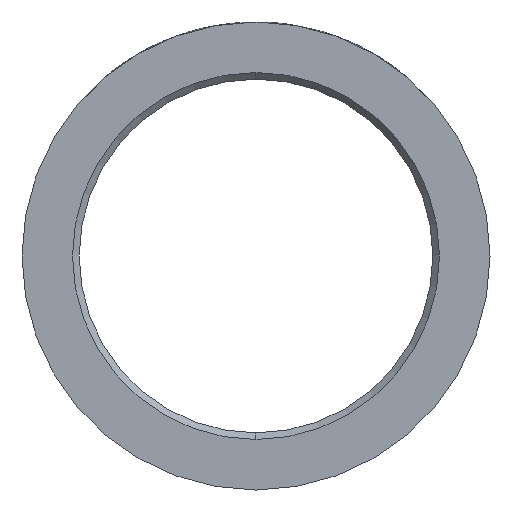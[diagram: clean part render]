
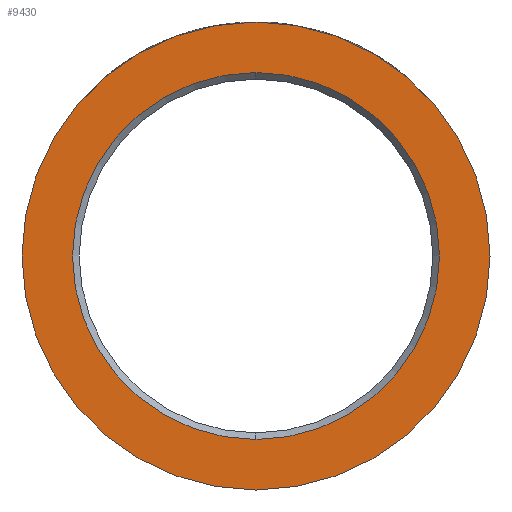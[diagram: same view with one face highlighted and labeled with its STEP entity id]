
A CAD part, left-side view. The second image highlights one B-rep face of the part: STEP entity #9430.
In plain terms, the highlighted planar face has unit normal (-1, 0, 0).
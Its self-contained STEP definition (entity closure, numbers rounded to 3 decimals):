
#218 = ORIENTED_EDGE ( 'NONE', *, *, #4674, .T. ) ;
#340 = CARTESIAN_POINT ( 'NONE',  ( -70., 0., 0. ) ) ;
#401 = DIRECTION ( 'NONE',  ( 1., 0., 0. ) ) ;
#1015 = AXIS2_PLACEMENT_3D ( 'NONE', #2395, #16199, #2342 ) ;
#1089 = ORIENTED_EDGE ( 'NONE', *, *, #11954, .F. ) ;
#1214 = EDGE_LOOP ( 'NONE', ( #11338, #218 ) ) ;
#1406 = DIRECTION ( 'NONE',  ( 0., 0., 1. ) ) ;
#1594 = CARTESIAN_POINT ( 'NONE',  ( -70., 0., 0. ) ) ;
#2072 = DIRECTION ( 'NONE',  ( 0., 0., 1. ) ) ;
#2128 = CIRCLE ( 'NONE', #1015, 10.65 ) ;
#2342 = DIRECTION ( 'NONE',  ( 0., 0., -1. ) ) ;
#2395 = CARTESIAN_POINT ( 'NONE',  ( -70., 0., 0. ) ) ;
#3593 = CARTESIAN_POINT ( 'NONE',  ( -70., 0., 0. ) ) ;
#4094 = DIRECTION ( 'NONE',  ( 1., 0., 0. ) ) ;
#4674 = EDGE_CURVE ( 'NONE', #15014, #15840, #5624, .T. ) ;
#5207 = CARTESIAN_POINT ( 'NONE',  ( -70., 10.65, 0. ) ) ;
#5624 = CIRCLE ( 'NONE', #10281, 8.35 ) ;
#5997 = CARTESIAN_POINT ( 'NONE',  ( -70., 0., -10.65 ) ) ;
#6727 = CIRCLE ( 'NONE', #8858, 8.35 ) ;
#7404 = DIRECTION ( 'NONE',  ( 1., 0., 0. ) ) ;
#8468 = FACE_OUTER_BOUND ( 'NONE', #8793, .T. ) ;
#8793 = EDGE_LOOP ( 'NONE', ( #1089, #13999 ) ) ;
#8858 = AXIS2_PLACEMENT_3D ( 'NONE', #3593, #7404, #2072 ) ;
#9214 = VERTEX_POINT ( 'NONE', #10333 ) ;
#9430 = ADVANCED_FACE ( 'NONE', ( #15466, #8468 ), #15254, .T. ) ;
#10281 = AXIS2_PLACEMENT_3D ( 'NONE', #1594, #4094, #12674 ) ;
#10333 = CARTESIAN_POINT ( 'NONE',  ( -70., 0., 10.65 ) ) ;
#10527 = CARTESIAN_POINT ( 'NONE',  ( -70., 0., -8.35 ) ) ;
#11338 = ORIENTED_EDGE ( 'NONE', *, *, #14213, .T. ) ;
#11954 = EDGE_CURVE ( 'NONE', #12834, #9214, #2128, .T. ) ;
#12101 = AXIS2_PLACEMENT_3D ( 'NONE', #5207, #15199, #1406 ) ;
#12674 = DIRECTION ( 'NONE',  ( 0., 0., 1. ) ) ;
#12834 = VERTEX_POINT ( 'NONE', #5997 ) ;
#13916 = DIRECTION ( 'NONE',  ( 0., 0., -1. ) ) ;
#13999 = ORIENTED_EDGE ( 'NONE', *, *, #15760, .F. ) ;
#14213 = EDGE_CURVE ( 'NONE', #15840, #15014, #6727, .T. ) ;
#14830 = AXIS2_PLACEMENT_3D ( 'NONE', #340, #401, #13916 ) ;
#15014 = VERTEX_POINT ( 'NONE', #10527 ) ;
#15199 = DIRECTION ( 'NONE',  ( -1., 0., 0. ) ) ;
#15254 = PLANE ( 'NONE',  #12101 ) ;
#15261 = CIRCLE ( 'NONE', #14830, 10.65 ) ;
#15392 = CARTESIAN_POINT ( 'NONE',  ( -70., 0., 8.35 ) ) ;
#15466 = FACE_BOUND ( 'NONE', #1214, .T. ) ;
#15760 = EDGE_CURVE ( 'NONE', #9214, #12834, #15261, .T. ) ;
#15840 = VERTEX_POINT ( 'NONE', #15392 ) ;
#16199 = DIRECTION ( 'NONE',  ( 1., 0., 0. ) ) ;
